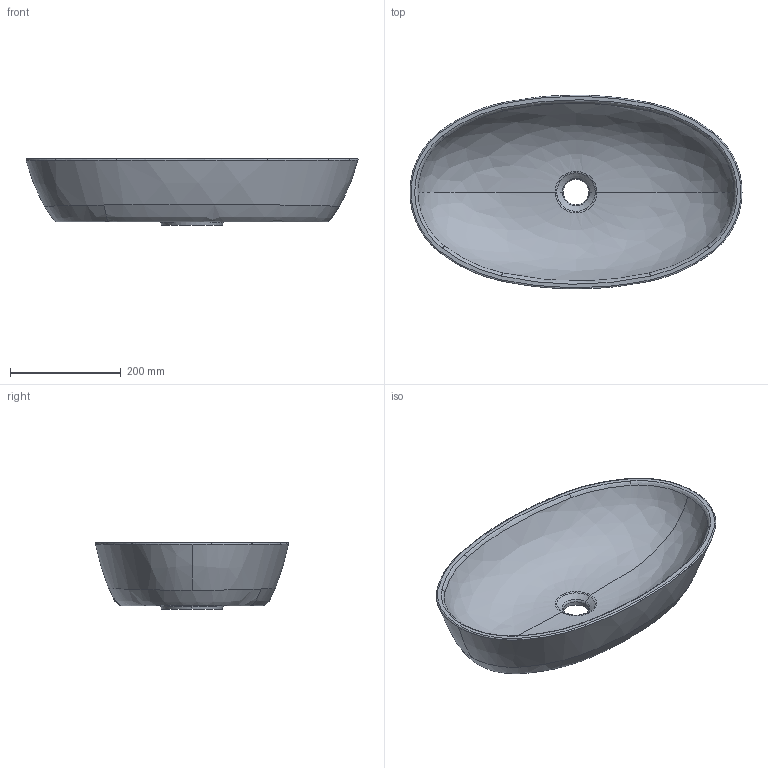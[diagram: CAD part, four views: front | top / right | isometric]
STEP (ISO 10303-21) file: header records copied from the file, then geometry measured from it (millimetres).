
FILE_DESCRIPTION (( 'STEP AP214' ), '1' );
FILE_NAME ('Norris.STEP', '2024-07-23T07:48:31', ( '' ), ( '' ), 'SwSTEP 2.0', 'SolidWorks 2023', '' );
FILE_SCHEMA (( 'AUTOMOTIVE_DESIGN' ));
Length unit declared in the file: millimetre
Products named in the file (1): Norris
Bounding box: 599.71 x 349.59 x 120 mm (x, y, z)
Volume: 4786576.8 mm3; surface area: 532711.2 mm2
Topology: 1 solids, 1 shells, 43 faces, 116 edges, 76 vertices
Faces by surface type: bspline 32, cone 4, plane 3, torus 2, cylinder 2
Entity records: 24180 total; most frequent: CARTESIAN_POINT 23349, ORIENTED_EDGE 232, EDGE_CURVE 116, DIRECTION 78, B_SPLINE_CURVE_WITH_KNOTS 76, VERTEX_POINT 76, EDGE_LOOP 46, FACE_OUTER_BOUND 43
